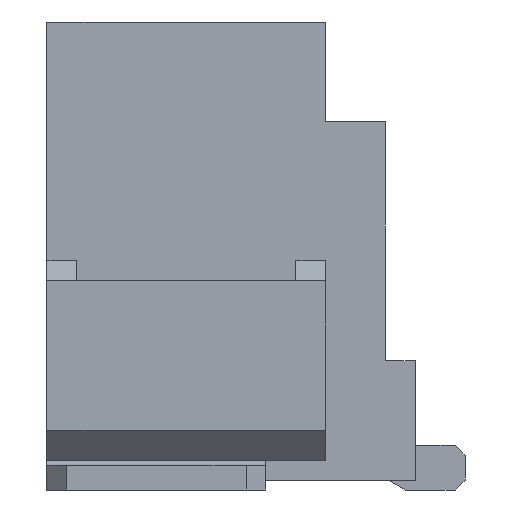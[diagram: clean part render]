
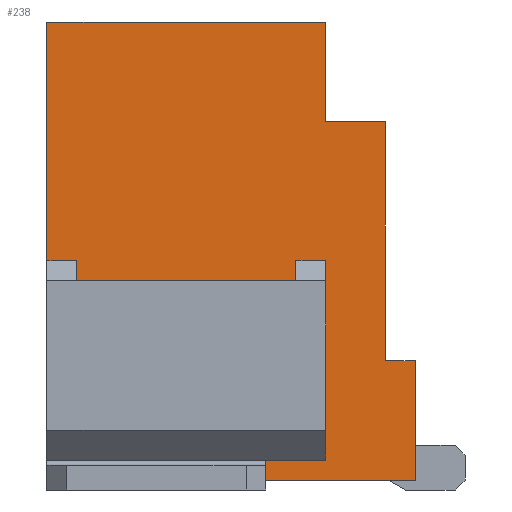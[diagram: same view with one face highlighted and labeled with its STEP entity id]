
A CAD part, left-side view. The second image highlights one B-rep face of the part: STEP entity #238.
In plain terms, the highlighted planar face has unit normal (-1, 0, 0).
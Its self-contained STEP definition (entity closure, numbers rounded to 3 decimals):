
#238=ADVANCED_FACE('',(#744),#745,.T.);
#744=FACE_OUTER_BOUND('',#1426,.T.);
#745=PLANE('',#1427);
#1426=EDGE_LOOP('',(#3072,#3073,#3074,#3075,#3076,#3077,#3078,#3079,#3080,#3081,#3082,#3083,#3084,#3085,#3086,#3087));
#1427=AXIS2_PLACEMENT_3D('',#3088,#3089,#3090);
#3072=ORIENTED_EDGE('',*,*,#4621,.F.);
#3073=ORIENTED_EDGE('',*,*,#4546,.F.);
#3074=ORIENTED_EDGE('',*,*,#4949,.T.);
#3075=ORIENTED_EDGE('',*,*,#4950,.T.);
#3076=ORIENTED_EDGE('',*,*,#4951,.F.);
#3077=ORIENTED_EDGE('',*,*,#4952,.F.);
#3078=ORIENTED_EDGE('',*,*,#4953,.T.);
#3079=ORIENTED_EDGE('',*,*,#4954,.T.);
#3080=ORIENTED_EDGE('',*,*,#4955,.F.);
#3081=ORIENTED_EDGE('',*,*,#4535,.F.);
#3082=ORIENTED_EDGE('',*,*,#4476,.T.);
#3083=ORIENTED_EDGE('',*,*,#4740,.T.);
#3084=ORIENTED_EDGE('',*,*,#4660,.T.);
#3085=ORIENTED_EDGE('',*,*,#4956,.F.);
#3086=ORIENTED_EDGE('',*,*,#4957,.F.);
#3087=ORIENTED_EDGE('',*,*,#4639,.F.);
#3088=CARTESIAN_POINT('',(-4.625,1.85,-2.3));
#3089=DIRECTION('',(-1.0,0.0,0.0));
#3090=DIRECTION('',(0.0,0.0,1.0));
#4476=EDGE_CURVE('',#5340,#5337,#5341,.T.);
#4535=EDGE_CURVE('',#5340,#5455,#5456,.T.);
#4546=EDGE_CURVE('',#5475,#5477,#5478,.T.);
#4621=EDGE_CURVE('',#5477,#5612,#5613,.T.);
#4639=EDGE_CURVE('',#5612,#5644,#5645,.T.);
#4660=EDGE_CURVE('',#5680,#5678,#5681,.T.);
#4740=EDGE_CURVE('',#5337,#5680,#5824,.T.);
#4949=EDGE_CURVE('',#5475,#6155,#6156,.T.);
#4950=EDGE_CURVE('',#6155,#6157,#6158,.T.);
#4951=EDGE_CURVE('',#6159,#6157,#6160,.T.);
#4952=EDGE_CURVE('',#6161,#6159,#6162,.T.);
#4953=EDGE_CURVE('',#6161,#6163,#6164,.T.);
#4954=EDGE_CURVE('',#6163,#6165,#6166,.T.);
#4955=EDGE_CURVE('',#5455,#6165,#6167,.T.);
#4956=EDGE_CURVE('',#6168,#5678,#6169,.T.);
#4957=EDGE_CURVE('',#5644,#6168,#6170,.T.);
#5337=VERTEX_POINT('',#6688);
#5340=VERTEX_POINT('',#6692);
#5341=LINE('',#6693,#6694);
#5455=VERTEX_POINT('',#6866);
#5456=LINE('',#6867,#6868);
#5475=VERTEX_POINT('',#6896);
#5477=VERTEX_POINT('',#6899);
#5478=LINE('',#6900,#6901);
#5612=VERTEX_POINT('',#7109);
#5613=LINE('',#7110,#7111);
#5644=VERTEX_POINT('',#7159);
#5645=LINE('',#7160,#7161);
#5678=VERTEX_POINT('',#7213);
#5680=VERTEX_POINT('',#7216);
#5681=LINE('',#7217,#7218);
#5824=LINE('',#7440,#7441);
#6155=VERTEX_POINT('',#7980);
#6156=LINE('',#7981,#7982);
#6157=VERTEX_POINT('',#7983);
#6158=LINE('',#7984,#7985);
#6159=VERTEX_POINT('',#7986);
#6160=LINE('',#7987,#7988);
#6161=VERTEX_POINT('',#7989);
#6162=LINE('',#7990,#7991);
#6163=VERTEX_POINT('',#7992);
#6164=LINE('',#7993,#7994);
#6165=VERTEX_POINT('',#7995);
#6166=LINE('',#7996,#7997);
#6167=LINE('',#7998,#7999);
#6168=VERTEX_POINT('',#8000);
#6169=LINE('',#8001,#8002);
#6170=LINE('',#8003,#8004);
#6688=CARTESIAN_POINT('',(-4.625,-1.85,-2.3));
#6692=CARTESIAN_POINT('',(-4.625,1.85,-2.3));
#6693=CARTESIAN_POINT('',(-4.625,1.85,-2.3));
#6694=VECTOR('',#8841,3.7);
#6866=CARTESIAN_POINT('',(-4.625,1.85,-2.1));
#6867=CARTESIAN_POINT('',(-4.625,1.85,-2.3));
#6868=VECTOR('',#8900,0.2);
#6896=CARTESIAN_POINT('',(-4.625,1.85,-0.1));
#6899=CARTESIAN_POINT('',(-4.625,1.85,2.3));
#6900=CARTESIAN_POINT('',(-4.625,1.85,-0.1));
#6901=VECTOR('',#8911,2.4);
#7109=CARTESIAN_POINT('',(-4.625,-0.95,2.3));
#7110=CARTESIAN_POINT('',(-4.625,1.85,2.3));
#7111=VECTOR('',#8986,2.8);
#7159=CARTESIAN_POINT('',(-4.625,-0.95,1.3));
#7160=CARTESIAN_POINT('',(-4.625,-0.95,2.3));
#7161=VECTOR('',#9004,1.0);
#7213=CARTESIAN_POINT('',(-4.625,-1.55,-1.1));
#7216=CARTESIAN_POINT('',(-4.625,-1.85,-1.1));
#7217=CARTESIAN_POINT('',(-4.625,-1.85,-1.1));
#7218=VECTOR('',#9025,0.3);
#7440=CARTESIAN_POINT('',(-4.625,-1.85,-2.3));
#7441=VECTOR('',#9105,1.2);
#7980=CARTESIAN_POINT('',(-4.625,1.55,-0.1));
#7981=CARTESIAN_POINT('',(-4.625,1.85,-0.1));
#7982=VECTOR('',#9314,0.3);
#7983=CARTESIAN_POINT('',(-4.625,1.55,-0.8));
#7984=CARTESIAN_POINT('',(-4.625,1.55,-0.1));
#7985=VECTOR('',#9315,0.7);
#7986=CARTESIAN_POINT('',(-4.625,-0.65,-0.8));
#7987=CARTESIAN_POINT('',(-4.625,-0.65,-0.8));
#7988=VECTOR('',#9316,2.2);
#7989=CARTESIAN_POINT('',(-4.625,-0.65,-0.1));
#7990=CARTESIAN_POINT('',(-4.625,-0.65,-0.1));
#7991=VECTOR('',#9317,0.7);
#7992=CARTESIAN_POINT('',(-4.625,-0.95,-0.1));
#7993=CARTESIAN_POINT('',(-4.625,-0.65,-0.1));
#7994=VECTOR('',#9318,0.3);
#7995=CARTESIAN_POINT('',(-4.625,-0.95,-2.1));
#7996=CARTESIAN_POINT('',(-4.625,-0.95,-0.1));
#7997=VECTOR('',#9319,2.0);
#7998=CARTESIAN_POINT('',(-4.625,1.85,-2.1));
#7999=VECTOR('',#9320,2.8);
#8000=CARTESIAN_POINT('',(-4.625,-1.55,1.3));
#8001=CARTESIAN_POINT('',(-4.625,-1.55,1.3));
#8002=VECTOR('',#9321,2.4);
#8003=CARTESIAN_POINT('',(-4.625,-0.95,1.3));
#8004=VECTOR('',#9322,0.6);
#8841=DIRECTION('',(0.0,-1.0,0.0));
#8900=DIRECTION('',(0.0,0.0,1.0));
#8911=DIRECTION('',(0.0,0.0,1.0));
#8986=DIRECTION('',(0.0,-1.0,0.0));
#9004=DIRECTION('',(0.0,0.0,-1.0));
#9025=DIRECTION('',(0.0,1.0,0.0));
#9105=DIRECTION('',(0.0,0.0,1.0));
#9314=DIRECTION('',(0.0,-1.0,0.0));
#9315=DIRECTION('',(0.0,0.0,-1.0));
#9316=DIRECTION('',(0.0,1.0,0.0));
#9317=DIRECTION('',(0.0,0.0,-1.0));
#9318=DIRECTION('',(0.0,-1.0,0.0));
#9319=DIRECTION('',(0.0,0.0,-1.0));
#9320=DIRECTION('',(0.0,-1.0,0.0));
#9321=DIRECTION('',(0.0,0.0,-1.0));
#9322=DIRECTION('',(0.0,-1.0,0.0));
